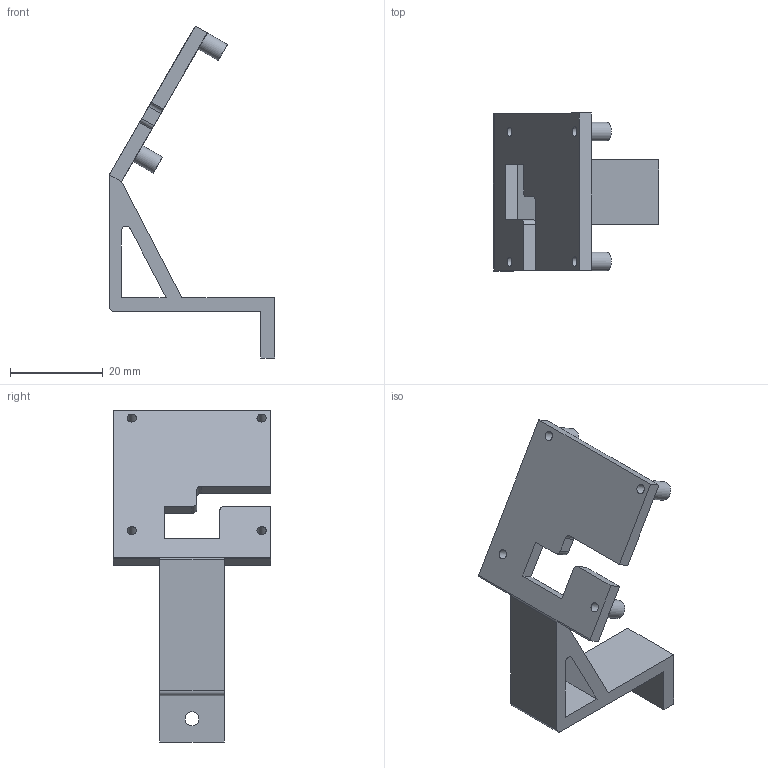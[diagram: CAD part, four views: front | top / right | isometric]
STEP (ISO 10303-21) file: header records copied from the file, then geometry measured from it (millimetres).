
FILE_DESCRIPTION(/* description */ (''),/* implementation_level */ '2;1');
FILE_NAME(/* name */ 'XY_camera_holder1.step',/* time_stamp */ '2023-03-16T20:38:27+01:00',/* author */ (''),/* organization */ (''),/* preprocessor_version */ 'ST-DEVELOPER v19.2',/* originating_system */ 'Autodesk Translation Framework v11.17.0.187',/* authorisation */ '');
FILE_SCHEMA (('AUTOMOTIVE_DESIGN { 1 0 10303 214 3 1 1 }'));
Length unit declared in the file: millimetre
Products named in the file (1): XY_camera_holder1
Bounding box: 35.6 x 34 x 71.54 mm (x, y, z)
Volume: 7291.7 mm3; surface area: 6239.9 mm2
Topology: 1 solids, 1 shells, 47 faces, 126 edges, 82 vertices
Faces by surface type: plane 32, cylinder 15
Full cylindrical faces by diameter (mm): 2 x4, 3 x1, 4 x4
Entity records: 1525 total; most frequent: DIRECTION 258, CARTESIAN_POINT 256, ORIENTED_EDGE 252, EDGE_CURVE 126, LINE 90, VECTOR 90, AXIS2_PLACEMENT_3D 84, VERTEX_POINT 82
